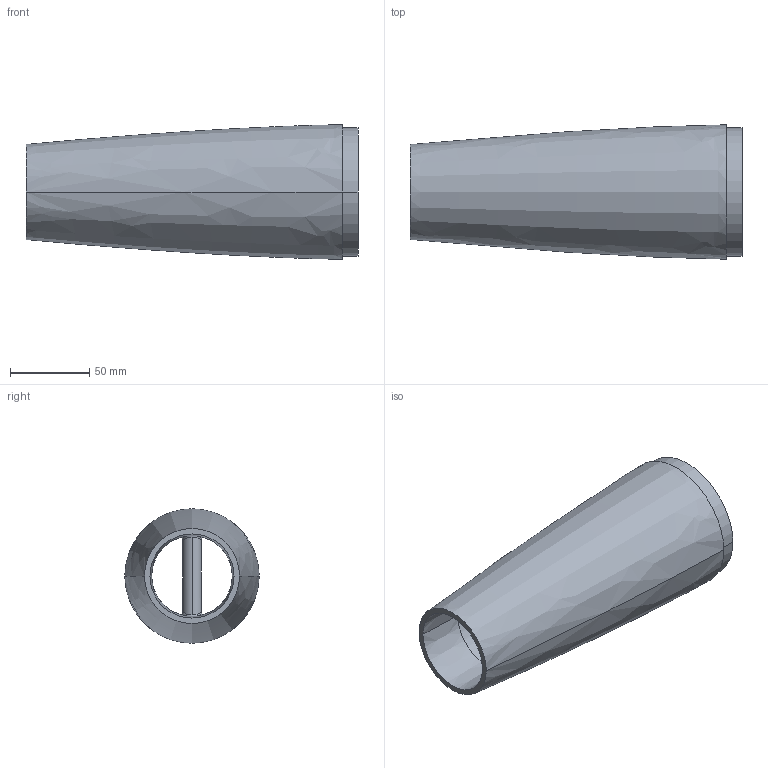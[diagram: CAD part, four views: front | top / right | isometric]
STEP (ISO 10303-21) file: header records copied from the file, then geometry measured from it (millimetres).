
FILE_DESCRIPTION (( 'STEP AP214' ), '1' );
FILE_NAME ('Nose Cone bottom.STEP', '2024-08-22T03:40:40', ( '' ), ( '' ), 'SwSTEP 2.0', 'SolidWorks 2024', '' );
FILE_SCHEMA (( 'AUTOMOTIVE_DESIGN' ));
Length unit declared in the file: millimetre
Products named in the file (1): Nose Cone bottom
Bounding box: 210 x 85 x 85 mm (x, y, z)
Volume: 232424.9 mm3; surface area: 98048.3 mm2
Topology: 1 solids, 1 shells, 20 faces, 46 edges, 30 vertices
Faces by surface type: bspline 6, cylinder 6, plane 4, cone 2, torus 2
Entity records: 1713 total; most frequent: CARTESIAN_POINT 1253, ORIENTED_EDGE 92, DIRECTION 86, EDGE_CURVE 46, AXIS2_PLACEMENT_3D 39, VERTEX_POINT 30, EDGE_LOOP 26, CIRCLE 24
